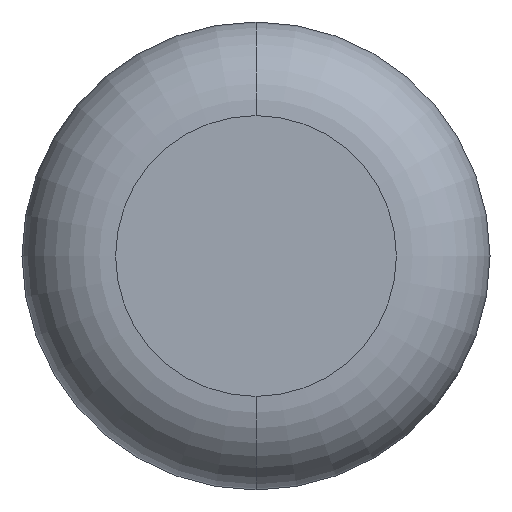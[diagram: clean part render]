
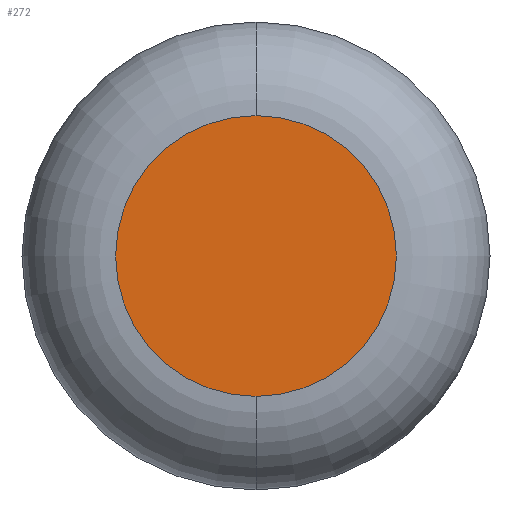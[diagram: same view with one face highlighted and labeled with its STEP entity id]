
A CAD part, front view. The second image highlights one B-rep face of the part: STEP entity #272.
In plain terms, the highlighted planar face has unit normal (0, -1, 0).
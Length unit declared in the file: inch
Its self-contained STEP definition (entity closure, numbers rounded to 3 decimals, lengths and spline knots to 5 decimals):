
#46 = CIRCLE ( 'NONE', #134, 0.1875 ) ;
#79 = DIRECTION ( 'NONE',  ( 0., 0., -1. ) ) ;
#132 = VERTEX_POINT ( 'NONE', #137 ) ;
#133 = AXIS2_PLACEMENT_3D ( 'NONE', #383, #292, #79 ) ;
#134 = AXIS2_PLACEMENT_3D ( 'NONE', #429, #184, #474 ) ;
#137 = CARTESIAN_POINT ( 'NONE',  ( 0., 0., -0.1875 ) ) ;
#176 = ORIENTED_EDGE ( 'NONE', *, *, #453, .T. ) ;
#178 = EDGE_LOOP ( 'NONE', ( #327, #176 ) ) ;
#184 = DIRECTION ( 'NONE',  ( 0., -1., 0. ) ) ;
#192 = CARTESIAN_POINT ( 'NONE',  ( 0., 0., 0. ) ) ;
#196 = DIRECTION ( 'NONE',  ( 0., 0., -1. ) ) ;
#207 = FACE_OUTER_BOUND ( 'NONE', #178, .T. ) ;
#219 = AXIS2_PLACEMENT_3D ( 'NONE', #192, #440, #196 ) ;
#249 = EDGE_CURVE ( 'NONE', #132, #335, #443, .T. ) ;
#272 = ADVANCED_FACE ( 'NONE', ( #207 ), #375, .T. ) ;
#292 = DIRECTION ( 'NONE',  ( 0., -1., 0. ) ) ;
#327 = ORIENTED_EDGE ( 'NONE', *, *, #249, .T. ) ;
#335 = VERTEX_POINT ( 'NONE', #401 ) ;
#375 = PLANE ( 'NONE',  #219 ) ;
#383 = CARTESIAN_POINT ( 'NONE',  ( 0., 0., 0. ) ) ;
#401 = CARTESIAN_POINT ( 'NONE',  ( 0., 0., 0.1875 ) ) ;
#429 = CARTESIAN_POINT ( 'NONE',  ( 0., 0., 0. ) ) ;
#440 = DIRECTION ( 'NONE',  ( 0., -1., 0. ) ) ;
#443 = CIRCLE ( 'NONE', #133, 0.1875 ) ;
#453 = EDGE_CURVE ( 'NONE', #335, #132, #46, .T. ) ;
#474 = DIRECTION ( 'NONE',  ( 0., 0., -1. ) ) ;
